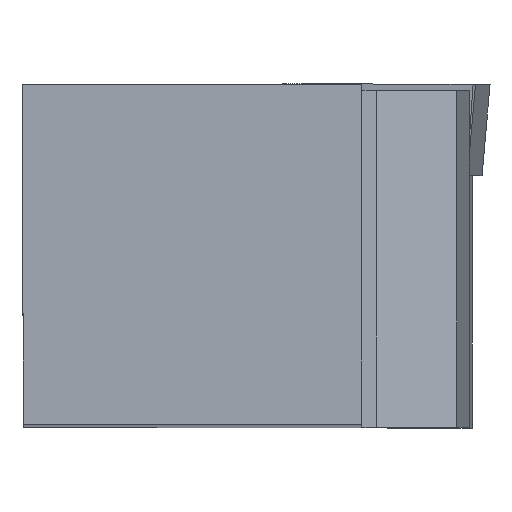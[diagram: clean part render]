
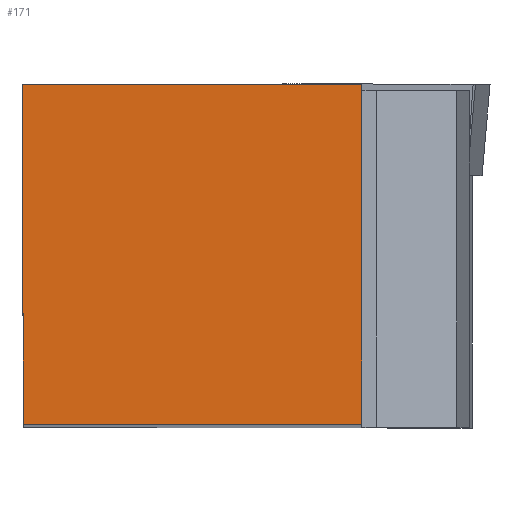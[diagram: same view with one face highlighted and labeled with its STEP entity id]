
A CAD part, top view. The second image highlights one B-rep face of the part: STEP entity #171.
In plain terms, the highlighted planar face has unit normal (0, 0, 1).
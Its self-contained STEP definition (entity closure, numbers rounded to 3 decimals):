
#134=FACE_OUTER_BOUND('',#390,.T.);
#171=ADVANCED_FACE('BLANK_BOXF006',(#134),#199,.F.);
#199=PLANE('',#889);
#223=LINE('',#1251,#285);
#228=LINE('',#1262,#290);
#232=LINE('',#1269,#294);
#258=LINE('',#1396,#320);
#285=VECTOR('',#988,1.);
#290=VECTOR('',#995,1.);
#294=VECTOR('',#1001,1.);
#320=VECTOR('',#1071,1.);
#390=EDGE_LOOP('',(#546,#547,#548,#549));
#546=ORIENTED_EDGE('',*,*,#689,.T.);
#547=ORIENTED_EDGE('',*,*,#680,.T.);
#548=ORIENTED_EDGE('',*,*,#685,.T.);
#549=ORIENTED_EDGE('',*,*,#727,.T.);
#608=VERTEX_POINT('',#1250);
#609=VERTEX_POINT('',#1252);
#613=VERTEX_POINT('',#1261);
#616=VERTEX_POINT('',#1270);
#680=EDGE_CURVE('',#609,#608,#223,.T.);
#685=EDGE_CURVE('',#608,#613,#228,.T.);
#689=EDGE_CURVE('',#616,#609,#232,.T.);
#727=EDGE_CURVE('',#613,#616,#258,.T.);
#889=AXIS2_PLACEMENT_3D('',#1413,#1089,#1090);
#988=DIRECTION('',(-1.,0.,0.));
#995=DIRECTION('',(0.004,-1.,0.));
#1001=DIRECTION('',(0.,1.,0.));
#1071=DIRECTION('',(1.,0.,0.));
#1089=DIRECTION('',(0.,0.,-1.));
#1090=DIRECTION('',(1.,0.,0.));
#1250=CARTESIAN_POINT('',(0.,11.875,0.));
#1251=CARTESIAN_POINT('',(92.35,11.875,0.));
#1252=CARTESIAN_POINT('',(11.875,11.875,0.));
#1261=CARTESIAN_POINT('',(0.052,0.,0.));
#1262=CARTESIAN_POINT('',(-0.351,92.349,0.));
#1269=CARTESIAN_POINT('',(11.875,-92.35,0.));
#1270=CARTESIAN_POINT('',(11.875,0.,0.));
#1396=CARTESIAN_POINT('',(-92.35,0.,0.));
#1413=CARTESIAN_POINT('',(27.35,-5.,0.));
